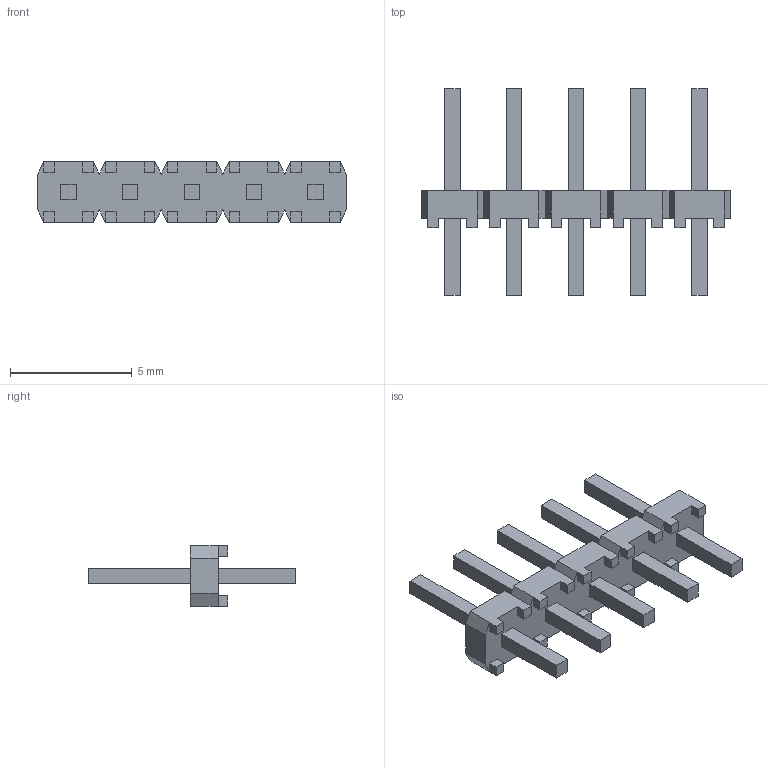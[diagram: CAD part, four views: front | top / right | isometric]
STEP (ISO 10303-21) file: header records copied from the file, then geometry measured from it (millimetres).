
FILE_DESCRIPTION( ( 'STEP AP214' ), '1' );
FILE_NAME( 'MTLW-105-05-L-S-165.stp', '2022-04-13T17:05:59', ( 'License CC BY-ND 4.0' ), ( 'CADENAS' ), ' ', 'PARTsolutions', ' ' );
FILE_SCHEMA( ( 'AUTOMOTIVE_DESIGN { 1 0 10303 214 1 1 1 1 }' ) );
Length unit declared in the file: inch
Products named in the file (3): MTLW-105-05-L-S-165; _MTLW-105-05-L-S-165_body; _MTLW-05-05-S-165
Assembly tree (2 placements, depth 2):
  MTLW-105-05-L-S-165
    _MTLW-105-05-L-S-165_body
    _MTLW-05-05-S-165
Bounding box: 12.7 x 8.51 x 2.49 mm (x, y, z)
Volume: 51.9 mm3; surface area: 253 mm2
Topology: 2 solids, 2 shells, 190 faces, 508 edges, 332 vertices
Faces by surface type: plane 190
Entity records: 7366 total; most frequent: CARTESIAN_POINT 1033, ORIENTED_EDGE 1016, DIRECTION 894, EDGE_CURVE 508, LINE 508, VECTOR 508, VERTEX_POINT 332, EDGE_LOOP 210
